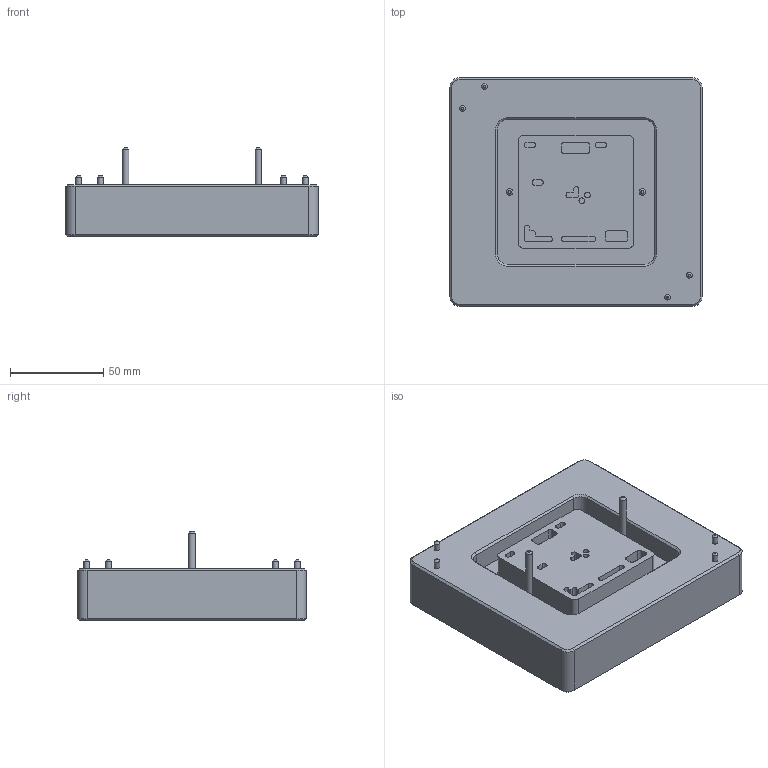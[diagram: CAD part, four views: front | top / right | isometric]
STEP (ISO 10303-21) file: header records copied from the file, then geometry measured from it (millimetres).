
FILE_DESCRIPTION(/* description */ ('Unknown'),/* implementation_level */ '2;1');
FILE_NAME(/* name */ 'flowS3-Bottom',/* time_stamp */ '2022-08-22T11:27:59+02:00',/* author */ ('Unknown'),/* organization */ ('Unknown'),/* preprocessor_version */ 'ST-DEVELOPER v16.7',/* originating_system */ 'Solid Edge',/* authorisation */ 'Unknown');
FILE_SCHEMA (('AUTOMOTIVE_DESIGN {1 0 10303 214 3 1 1}'));
Length unit declared in the file: millimetre
Products named in the file (4): Flow3-midpower-GP; poz_csap_nyak; poz_csap
Assembly tree (7 placements, depth 2):
  Flow3-midpower-GP
    Flow3-midpower-GP
    poz_csap_nyak  x4
    poz_csap  x2
Bounding box: 135 x 122.3 x 48 mm (x, y, z)
Volume: 425743.9 mm3; surface area: 57164.9 mm2
Topology: 7 solids, 7 shells, 159 faces, 343 edges, 220 vertices
Faces by surface type: plane 86, cylinder 53, cone 20
Full cylindrical faces by diameter (mm): 3 x14, 3.5 x2, 6.05 x2
Entity records: 3944 total; most frequent: DIRECTION 707, CARTESIAN_POINT 646, ORIENTED_EDGE 594, EDGE_CURVE 297, AXIS2_PLACEMENT_3D 261, VERTEX_POINT 200, LINE 185, VECTOR 185
